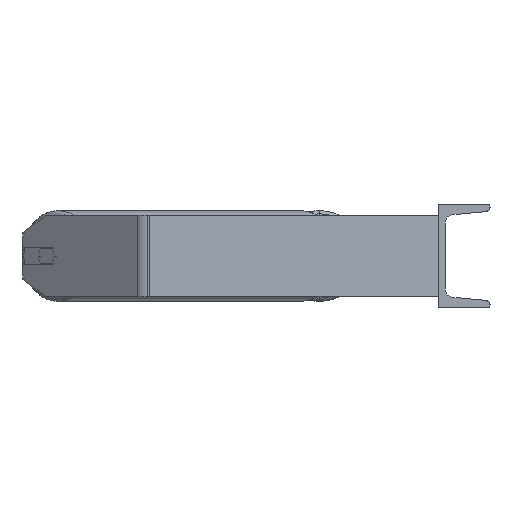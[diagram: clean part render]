
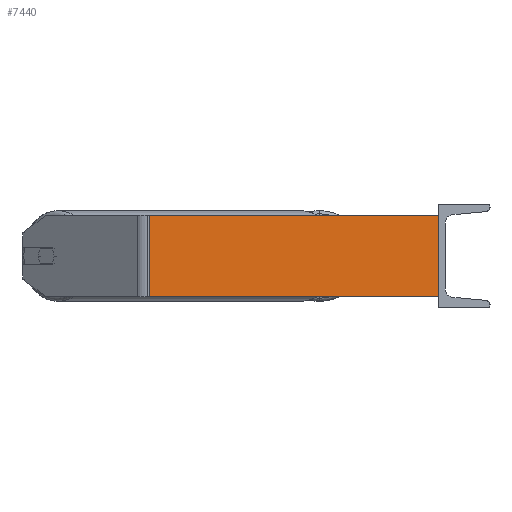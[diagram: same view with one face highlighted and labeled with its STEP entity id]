
A CAD part, left-side view. The second image highlights one B-rep face of the part: STEP entity #7440.
In plain terms, the highlighted planar face has unit normal (-0.996, -0.087, 0).
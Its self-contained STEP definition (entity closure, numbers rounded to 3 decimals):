
#131 = CARTESIAN_POINT ( 'NONE',  ( -585., 0., -40. ) ) ;
#1155 = VERTEX_POINT ( 'NONE', #5042 ) ;
#1340 = VERTEX_POINT ( 'NONE', #4071 ) ;
#1848 = DIRECTION ( 'NONE',  ( 0., 0., -1. ) ) ;
#2043 = VERTEX_POINT ( 'NONE', #131 ) ;
#2417 = CARTESIAN_POINT ( 'NONE',  ( -609.804, 283.513, 40. ) ) ;
#2475 = CARTESIAN_POINT ( 'NONE',  ( -609.804, 283.513, -40. ) ) ;
#2866 = ORIENTED_EDGE ( 'NONE', *, *, #4591, .F. ) ;
#3131 = CARTESIAN_POINT ( 'NONE',  ( -610.382, 290.115, 40. ) ) ;
#3239 = LINE ( 'NONE', #3131, #7046 ) ;
#3250 = PLANE ( 'NONE',  #8961 ) ;
#3293 = DIRECTION ( 'NONE',  ( -0.087, 0.996, 0. ) ) ;
#3979 = LINE ( 'NONE', #4748, #6318 ) ;
#4071 = CARTESIAN_POINT ( 'NONE',  ( -609.804, 283.513, 40. ) ) ;
#4491 = ORIENTED_EDGE ( 'NONE', *, *, #6873, .T. ) ;
#4591 = EDGE_CURVE ( 'NONE', #1155, #2043, #8133, .T. ) ;
#4691 = CARTESIAN_POINT ( 'NONE',  ( -610.382, 290.115, 40. ) ) ;
#4748 = CARTESIAN_POINT ( 'NONE',  ( -610.382, 290.115, -40. ) ) ;
#5042 = CARTESIAN_POINT ( 'NONE',  ( -585., 0., 40. ) ) ;
#5625 = EDGE_LOOP ( 'NONE', ( #6173, #2866, #6446, #4491 ) ) ;
#6061 = DIRECTION ( 'NONE',  ( 0.087, -0.996, 0. ) ) ;
#6072 = FACE_OUTER_BOUND ( 'NONE', #5625, .T. ) ;
#6173 = ORIENTED_EDGE ( 'NONE', *, *, #6661, .T. ) ;
#6178 = EDGE_CURVE ( 'NONE', #1340, #1155, #3239, .T. ) ;
#6318 = VECTOR ( 'NONE', #8219, 1000. ) ;
#6446 = ORIENTED_EDGE ( 'NONE', *, *, #6178, .F. ) ;
#6573 = VERTEX_POINT ( 'NONE', #2475 ) ;
#6661 = EDGE_CURVE ( 'NONE', #6573, #2043, #3979, .T. ) ;
#6670 = DIRECTION ( 'NONE',  ( 0., 0., -1. ) ) ;
#6873 = EDGE_CURVE ( 'NONE', #1340, #6573, #8718, .T. ) ;
#6880 = CARTESIAN_POINT ( 'NONE',  ( -585., 0., 40. ) ) ;
#7017 = VECTOR ( 'NONE', #1848, 1000. ) ;
#7046 = VECTOR ( 'NONE', #6061, 1000. ) ;
#7440 = ADVANCED_FACE ( 'NONE', ( #6072 ), #3250, .F. ) ;
#7505 = DIRECTION ( 'NONE',  ( 0.996, 0.087, 0. ) ) ;
#8133 = LINE ( 'NONE', #6880, #7017 ) ;
#8219 = DIRECTION ( 'NONE',  ( 0.087, -0.996, 0. ) ) ;
#8359 = VECTOR ( 'NONE', #6670, 1000. ) ;
#8718 = LINE ( 'NONE', #2417, #8359 ) ;
#8961 = AXIS2_PLACEMENT_3D ( 'NONE', #4691, #7505, #3293 ) ;
